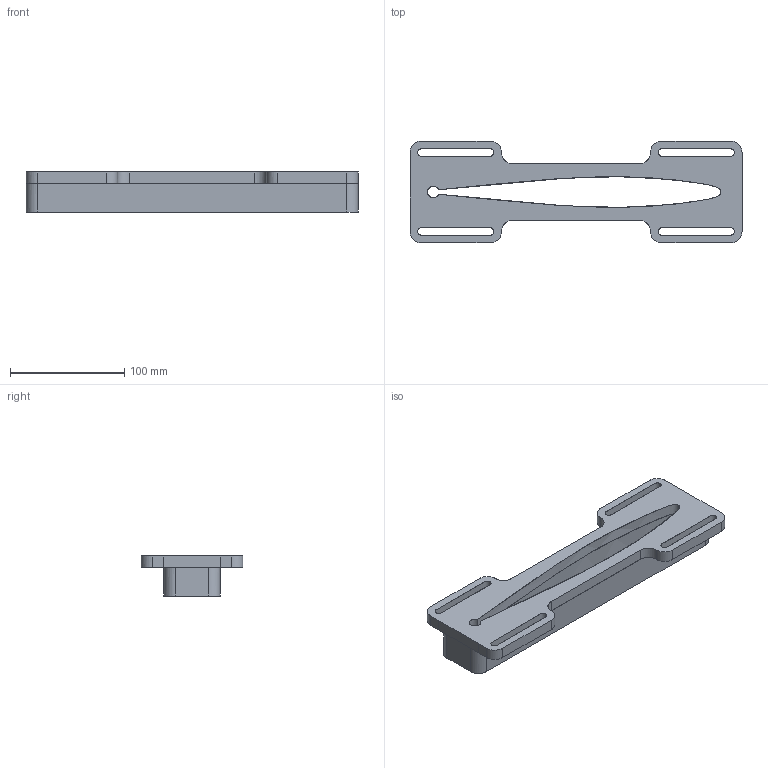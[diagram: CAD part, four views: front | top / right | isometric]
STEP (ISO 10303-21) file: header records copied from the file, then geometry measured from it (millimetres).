
FILE_DESCRIPTION(/* description */ (''),/* implementation_level */ '2;1');
FILE_NAME(/* name */ 'cale haute',/* time_stamp */ '2020-02-25T17:00:53+01:00',/* author */ (''),/* organization */ (''),/* preprocessor_version */ 'ST-DEVELOPER v16.5',/* originating_system */ '',/* authorisation */ '');
FILE_SCHEMA (('AUTOMOTIVE_DESIGN'));
Length unit declared in the file: millimetre
Products named in the file (1): Document
Bounding box: 290 x 89 x 35 mm (x, y, z)
Surface area: 76698.7 mm2 (no closed solid volume)
Topology: 0 solids, 48 shells, 48 faces, 242 edges, 238 vertices
Faces by surface type: bspline 26, plane 22
Entity records: 3267 total; most frequent: CARTESIAN_POINT 1640, ORIENTED_EDGE 246, EDGE_CURVE 242, VERTEX_POINT 238, B_SPLINE_CURVE_WITH_KNOTS 116, EDGE_LOOP 58, COLOUR_RGB 48, FILL_AREA_STYLE_COLOUR 48
